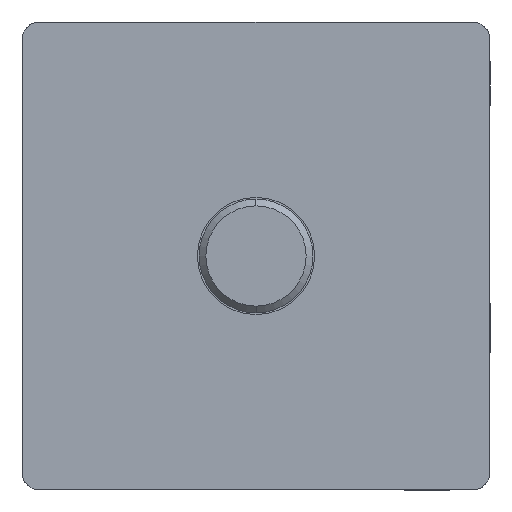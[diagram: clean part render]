
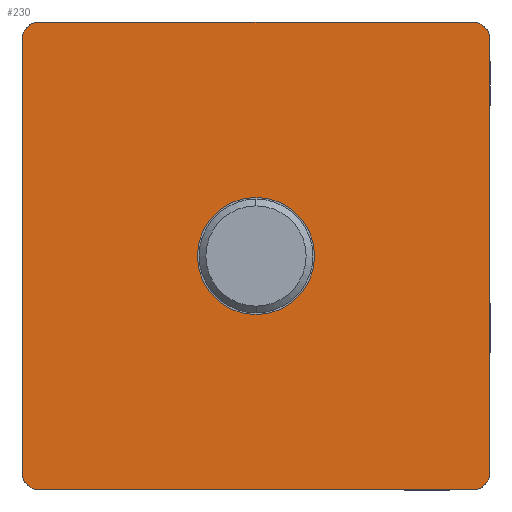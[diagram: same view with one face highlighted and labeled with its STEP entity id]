
A CAD part, left-side view. The second image highlights one B-rep face of the part: STEP entity #230.
In plain terms, the highlighted planar face has unit normal (-1, 0, 0).
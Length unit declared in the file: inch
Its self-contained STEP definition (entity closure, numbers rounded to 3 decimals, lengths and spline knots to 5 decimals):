
#16 = DIRECTION ( 'NONE',  ( 0., 0., 1. ) ) ;
#45 = CARTESIAN_POINT ( 'NONE',  ( 0.41339, -0.7874, -0.72835 ) ) ;
#84 = DIRECTION ( 'NONE',  ( 1., 0., 0. ) ) ;
#87 = DIRECTION ( 'NONE',  ( -1., 0., 0. ) ) ;
#118 = EDGE_CURVE ( 'NONE', #423, #1399, #1416, .T. ) ;
#131 = DIRECTION ( 'NONE',  ( 0., 0., -1. ) ) ;
#132 = DIRECTION ( 'NONE',  ( 0., -1., 0. ) ) ;
#137 = VERTEX_POINT ( 'NONE', #546 ) ;
#172 = AXIS2_PLACEMENT_3D ( 'NONE', #1386, #84, #1280 ) ;
#173 = CIRCLE ( 'NONE', #912, 0.05906 ) ;
#185 = DIRECTION ( 'NONE',  ( 0., 1., 0. ) ) ;
#195 = DIRECTION ( 'NONE',  ( 1., 0., 0. ) ) ;
#202 = EDGE_CURVE ( 'NONE', #137, #530, #1068, .T. ) ;
#205 = EDGE_LOOP ( 'NONE', ( #1022, #917 ) ) ;
#214 = ORIENTED_EDGE ( 'NONE', *, *, #483, .F. ) ;
#225 = EDGE_CURVE ( 'NONE', #675, #1535, #857, .T. ) ;
#230 = ADVANCED_FACE ( 'NONE', ( #326, #1315 ), #904, .F. ) ;
#238 = DIRECTION ( 'NONE',  ( 0., 0., 1. ) ) ;
#247 = CARTESIAN_POINT ( 'NONE',  ( 0.41339, 0., 0. ) ) ;
#249 = EDGE_CURVE ( 'NONE', #530, #1027, #295, .T. ) ;
#250 = CARTESIAN_POINT ( 'NONE',  ( 0.41339, 0.72835, -0.7874 ) ) ;
#259 = ORIENTED_EDGE ( 'NONE', *, *, #1308, .F. ) ;
#295 = CIRCLE ( 'NONE', #172, 0.05906 ) ;
#305 = ORIENTED_EDGE ( 'NONE', *, *, #118, .F. ) ;
#319 = CIRCLE ( 'NONE', #1217, 0.1915 ) ;
#326 = FACE_BOUND ( 'NONE', #205, .T. ) ;
#331 = LINE ( 'NONE', #574, #1418 ) ;
#348 = AXIS2_PLACEMENT_3D ( 'NONE', #481, #1454, #16 ) ;
#393 = ORIENTED_EDGE ( 'NONE', *, *, #694, .F. ) ;
#423 = VERTEX_POINT ( 'NONE', #45 ) ;
#480 = CARTESIAN_POINT ( 'NONE',  ( 0.41339, 0., 0.7874 ) ) ;
#481 = CARTESIAN_POINT ( 'NONE',  ( 0.41339, 0.72835, 0.72835 ) ) ;
#483 = EDGE_CURVE ( 'NONE', #1399, #1344, #1024, .T. ) ;
#495 = CARTESIAN_POINT ( 'NONE',  ( 0.41339, -0.7874, 0. ) ) ;
#528 = DIRECTION ( 'NONE',  ( 0., 0., 1. ) ) ;
#530 = VERTEX_POINT ( 'NONE', #1015 ) ;
#535 = CARTESIAN_POINT ( 'NONE',  ( 0.41339, -0.72835, -0.72835 ) ) ;
#546 = CARTESIAN_POINT ( 'NONE',  ( 0.41339, 0.72835, 0.7874 ) ) ;
#574 = CARTESIAN_POINT ( 'NONE',  ( 0.41339, 0.7874, 0. ) ) ;
#611 = ORIENTED_EDGE ( 'NONE', *, *, #249, .F. ) ;
#613 = AXIS2_PLACEMENT_3D ( 'NONE', #1265, #952, #830 ) ;
#635 = CARTESIAN_POINT ( 'NONE',  ( 0.41339, 0.7874, 0.72835 ) ) ;
#649 = EDGE_CURVE ( 'NONE', #1482, #1185, #331, .T. ) ;
#662 = CARTESIAN_POINT ( 'NONE',  ( 0.41339, 0., -0.7874 ) ) ;
#663 = VECTOR ( 'NONE', #131, 39.37008 ) ;
#675 = VERTEX_POINT ( 'NONE', #1475 ) ;
#694 = EDGE_CURVE ( 'NONE', #1027, #423, #721, .T. ) ;
#721 = LINE ( 'NONE', #495, #663 ) ;
#727 = ORIENTED_EDGE ( 'NONE', *, *, #649, .F. ) ;
#730 = CARTESIAN_POINT ( 'NONE',  ( 0.41339, 0.72835, -0.72835 ) ) ;
#737 = CIRCLE ( 'NONE', #348, 0.05906 ) ;
#801 = DIRECTION ( 'NONE',  ( 0., 0., 1. ) ) ;
#830 = DIRECTION ( 'NONE',  ( 0., 0., -1. ) ) ;
#854 = CARTESIAN_POINT ( 'NONE',  ( 0.41339, -0.72835, -0.7874 ) ) ;
#857 = CIRCLE ( 'NONE', #613, 0.1915 ) ;
#892 = ORIENTED_EDGE ( 'NONE', *, *, #1365, .F. ) ;
#904 = PLANE ( 'NONE',  #1060 ) ;
#912 = AXIS2_PLACEMENT_3D ( 'NONE', #730, #1216, #238 ) ;
#917 = ORIENTED_EDGE ( 'NONE', *, *, #225, .F. ) ;
#952 = DIRECTION ( 'NONE',  ( -1., 0., 0. ) ) ;
#1015 = CARTESIAN_POINT ( 'NONE',  ( 0.41339, -0.72835, 0.7874 ) ) ;
#1022 = ORIENTED_EDGE ( 'NONE', *, *, #1029, .F. ) ;
#1024 = LINE ( 'NONE', #662, #1137 ) ;
#1027 = VERTEX_POINT ( 'NONE', #1048 ) ;
#1029 = EDGE_CURVE ( 'NONE', #1535, #675, #319, .T. ) ;
#1035 = DIRECTION ( 'NONE',  ( 0., 0., -1. ) ) ;
#1048 = CARTESIAN_POINT ( 'NONE',  ( 0.41339, -0.7874, 0.72835 ) ) ;
#1059 = AXIS2_PLACEMENT_3D ( 'NONE', #535, #1258, #528 ) ;
#1060 = AXIS2_PLACEMENT_3D ( 'NONE', #247, #195, #1199 ) ;
#1068 = LINE ( 'NONE', #480, #1493 ) ;
#1137 = VECTOR ( 'NONE', #185, 39.37008 ) ;
#1185 = VERTEX_POINT ( 'NONE', #635 ) ;
#1199 = DIRECTION ( 'NONE',  ( 0., 0., -1. ) ) ;
#1216 = DIRECTION ( 'NONE',  ( 1., 0., 0. ) ) ;
#1217 = AXIS2_PLACEMENT_3D ( 'NONE', #1276, #87, #1035 ) ;
#1218 = ORIENTED_EDGE ( 'NONE', *, *, #202, .F. ) ;
#1240 = CARTESIAN_POINT ( 'NONE',  ( 0.41339, 0.7874, -0.72835 ) ) ;
#1258 = DIRECTION ( 'NONE',  ( 1., 0., 0. ) ) ;
#1265 = CARTESIAN_POINT ( 'NONE',  ( 0.41339, 0., 0. ) ) ;
#1276 = CARTESIAN_POINT ( 'NONE',  ( 0.41339, 0., 0. ) ) ;
#1280 = DIRECTION ( 'NONE',  ( 0., 0., 1. ) ) ;
#1283 = EDGE_LOOP ( 'NONE', ( #727, #259, #214, #305, #393, #611, #1218, #892 ) ) ;
#1308 = EDGE_CURVE ( 'NONE', #1344, #1482, #173, .T. ) ;
#1315 = FACE_OUTER_BOUND ( 'NONE', #1283, .T. ) ;
#1344 = VERTEX_POINT ( 'NONE', #250 ) ;
#1365 = EDGE_CURVE ( 'NONE', #1185, #137, #737, .T. ) ;
#1386 = CARTESIAN_POINT ( 'NONE',  ( 0.41339, -0.72835, 0.72835 ) ) ;
#1399 = VERTEX_POINT ( 'NONE', #854 ) ;
#1416 = CIRCLE ( 'NONE', #1059, 0.05906 ) ;
#1418 = VECTOR ( 'NONE', #801, 39.37008 ) ;
#1454 = DIRECTION ( 'NONE',  ( 1., 0., 0. ) ) ;
#1475 = CARTESIAN_POINT ( 'NONE',  ( 0.41339, 0., 0.1915 ) ) ;
#1482 = VERTEX_POINT ( 'NONE', #1240 ) ;
#1492 = CARTESIAN_POINT ( 'NONE',  ( 0.41339, 0., -0.1915 ) ) ;
#1493 = VECTOR ( 'NONE', #132, 39.37008 ) ;
#1535 = VERTEX_POINT ( 'NONE', #1492 ) ;
